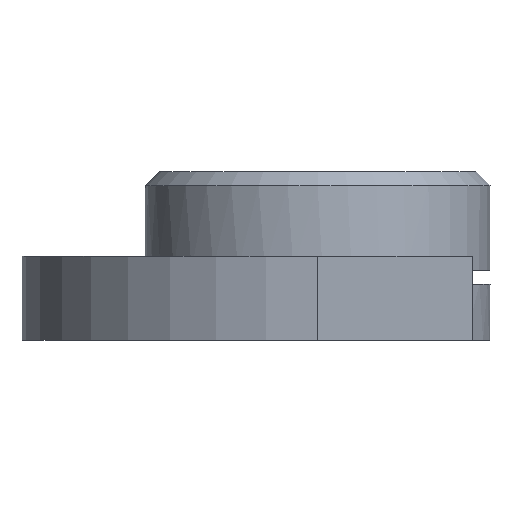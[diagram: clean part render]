
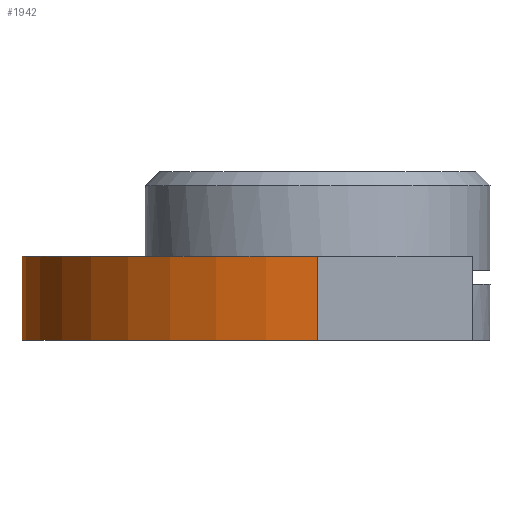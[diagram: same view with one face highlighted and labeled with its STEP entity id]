
A CAD part, front view. The second image highlights one B-rep face of the part: STEP entity #1942.
In plain terms, the highlighted cylindrical face has radius 21 mm (diameter 42 mm), a partial arc.
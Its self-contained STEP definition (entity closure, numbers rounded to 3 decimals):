
#48=CIRCLE('',#2054,21.);
#49=CIRCLE('',#2055,21.);
#78=CYLINDRICAL_SURFACE('',#2053,21.);
#226=FACE_OUTER_BOUND('',#332,.T.);
#332=EDGE_LOOP('',(#1607,#1608,#1609,#1610));
#506=LINE('',#3372,#700);
#509=LINE('',#3380,#703);
#700=VECTOR('',#2374,10.);
#703=VECTOR('',#2381,10.);
#902=VERTEX_POINT('',#3369);
#903=VERTEX_POINT('',#3371);
#905=VERTEX_POINT('',#3377);
#906=VERTEX_POINT('',#3379);
#1151=EDGE_CURVE('',#903,#902,#506,.T.);
#1154=EDGE_CURVE('',#902,#905,#48,.T.);
#1155=EDGE_CURVE('',#906,#905,#509,.T.);
#1156=EDGE_CURVE('',#906,#903,#49,.T.);
#1607=ORIENTED_EDGE('',*,*,#1154,.T.);
#1608=ORIENTED_EDGE('',*,*,#1155,.F.);
#1609=ORIENTED_EDGE('',*,*,#1156,.T.);
#1610=ORIENTED_EDGE('',*,*,#1151,.T.);
#1942=ADVANCED_FACE('',(#226),#78,.T.);
#2053=AXIS2_PLACEMENT_3D('',#3376,#2377,#2378);
#2054=AXIS2_PLACEMENT_3D('',#3378,#2379,#2380);
#2055=AXIS2_PLACEMENT_3D('',#3381,#2382,#2383);
#2374=DIRECTION('',(0.,0.,1.));
#2377=DIRECTION('center_axis',(0.,0.,1.));
#2378=DIRECTION('ref_axis',(-1.,0.,0.));
#2379=DIRECTION('center_axis',(0.,0.,-1.));
#2380=DIRECTION('ref_axis',(-1.,0.,0.));
#2381=DIRECTION('',(0.,0.,1.));
#2382=DIRECTION('center_axis',(0.,0.,1.));
#2383=DIRECTION('ref_axis',(-1.,0.,0.));
#3369=CARTESIAN_POINT('',(0.,-21.,6.));
#3371=CARTESIAN_POINT('',(0.,-21.,0.));
#3372=CARTESIAN_POINT('',(0.,-21.,0.));
#3376=CARTESIAN_POINT('Origin',(0.,0.,
0.));
#3377=CARTESIAN_POINT('',(-21.,0.,6.));
#3378=CARTESIAN_POINT('Origin',(0.,0.,
6.));
#3379=CARTESIAN_POINT('',(-21.,0.,0.));
#3380=CARTESIAN_POINT('',(-21.,0.,0.));
#3381=CARTESIAN_POINT('Origin',(0.,0.,
0.));
